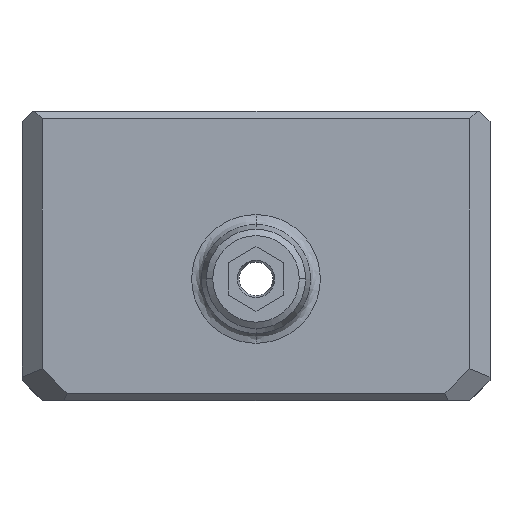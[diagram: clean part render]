
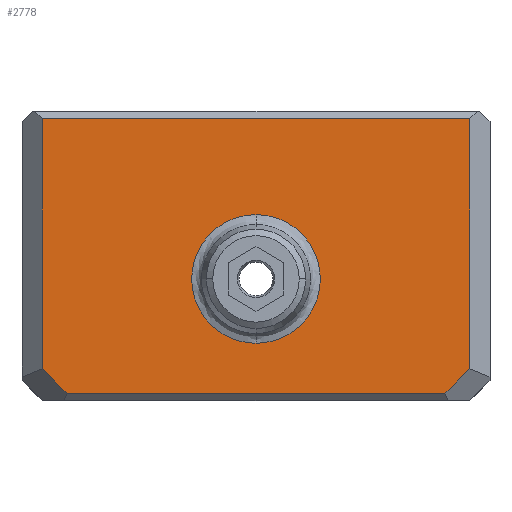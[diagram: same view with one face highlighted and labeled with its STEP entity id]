
A CAD part, front view. The second image highlights one B-rep face of the part: STEP entity #2778.
In plain terms, the highlighted planar face has unit normal (0, -1, 0).
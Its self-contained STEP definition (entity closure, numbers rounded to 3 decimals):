
#12 = ORIENTED_EDGE ( 'NONE', *, *, #3371, .F. ) ;
#25 = ORIENTED_EDGE ( 'NONE', *, *, #3507, .F. ) ;
#48 = DIRECTION ( 'NONE',  ( 1., 0., 0. ) ) ;
#158 = EDGE_CURVE ( 'NONE', #432, #3485, #6623, .T. ) ;
#193 = CARTESIAN_POINT ( 'NONE',  ( 21., -10., 0. ) ) ;
#199 = LINE ( 'NONE', #6501, #674 ) ;
#224 = EDGE_CURVE ( 'NONE', #1672, #5235, #2806, .T. ) ;
#308 = DIRECTION ( 'NONE',  ( 1., 0., 0. ) ) ;
#432 = VERTEX_POINT ( 'NONE', #1894 ) ;
#516 = CARTESIAN_POINT ( 'NONE',  ( 12.642, -10., -22.821 ) ) ;
#674 = VECTOR ( 'NONE', #4345, 1000. ) ;
#798 = LINE ( 'NONE', #2900, #1112 ) ;
#836 = VERTEX_POINT ( 'NONE', #5437 ) ;
#1083 = VERTEX_POINT ( 'NONE', #5028 ) ;
#1112 = VECTOR ( 'NONE', #308, 1000. ) ;
#1256 = LINE ( 'NONE', #3791, #4182 ) ;
#1484 = CARTESIAN_POINT ( 'NONE',  ( -21., -10., 0. ) ) ;
#1485 = CARTESIAN_POINT ( 'NONE',  ( -21., -10., -25.318 ) ) ;
#1506 = CARTESIAN_POINT ( 'NONE',  ( -12.642, -10., -10.179 ) ) ;
#1672 = VERTEX_POINT ( 'NONE', #4259 ) ;
#1894 = CARTESIAN_POINT ( 'NONE',  ( 0., -10., -10.179 ) ) ;
#2122 =( BOUNDED_CURVE ( )  B_SPLINE_CURVE ( 3, ( #3508, #1506, #6191, #3640 ),
 .UNSPECIFIED., .F., .T. ) 
 B_SPLINE_CURVE_WITH_KNOTS ( ( 4, 4 ),
 ( 0., 1. ),
 .UNSPECIFIED. ) 
 CURVE ( )  GEOMETRIC_REPRESENTATION_ITEM ( )  RATIONAL_B_SPLINE_CURVE ( ( 1., 0.333, 0.333, 1. ) ) 
 REPRESENTATION_ITEM ( '' )  );
#2259 = DIRECTION ( 'NONE',  ( 0., 0., 1. ) ) ;
#2272 = EDGE_LOOP ( 'NONE', ( #3302, #2851 ) ) ;
#2473 = CARTESIAN_POINT ( 'NONE',  ( 18.568, -10., -27.75 ) ) ;
#2499 = VECTOR ( 'NONE', #3085, 1000. ) ;
#2592 = VECTOR ( 'NONE', #2259, 1000. ) ;
#2757 = LINE ( 'NONE', #5950, #5119 ) ;
#2777 = DIRECTION ( 'NONE',  ( -0.707, 0., 0.707 ) ) ;
#2778 = ADVANCED_FACE ( 'NONE', ( #4409, #4855 ), #4925, .F. ) ;
#2799 = DIRECTION ( 'NONE',  ( 0., 1., 0. ) ) ;
#2806 = LINE ( 'NONE', #193, #2592 ) ;
#2851 = ORIENTED_EDGE ( 'NONE', *, *, #158, .T. ) ;
#2900 = CARTESIAN_POINT ( 'NONE',  ( -23., -10., -0.75 ) ) ;
#2921 = ORIENTED_EDGE ( 'NONE', *, *, #4118, .T. ) ;
#3029 = CARTESIAN_POINT ( 'NONE',  ( 0., -10., -10.179 ) ) ;
#3085 = DIRECTION ( 'NONE',  ( 0., 0., 1. ) ) ;
#3302 = ORIENTED_EDGE ( 'NONE', *, *, #4224, .F. ) ;
#3371 = EDGE_CURVE ( 'NONE', #3768, #1083, #199, .T. ) ;
#3400 = CARTESIAN_POINT ( 'NONE',  ( 0., -10., -22.821 ) ) ;
#3470 = ORIENTED_EDGE ( 'NONE', *, *, #5542, .F. ) ;
#3485 = VERTEX_POINT ( 'NONE', #3400 ) ;
#3507 = EDGE_CURVE ( 'NONE', #836, #5235, #798, .T. ) ;
#3508 = CARTESIAN_POINT ( 'NONE',  ( 0., -10., -10.179 ) ) ;
#3640 = CARTESIAN_POINT ( 'NONE',  ( 0., -10., -22.821 ) ) ;
#3669 = CARTESIAN_POINT ( 'NONE',  ( 0., -10., -22.821 ) ) ;
#3684 = EDGE_LOOP ( 'NONE', ( #12, #2921, #5555, #25, #3470, #3939 ) ) ;
#3768 = VERTEX_POINT ( 'NONE', #2473 ) ;
#3791 = CARTESIAN_POINT ( 'NONE',  ( -18.568, -10., -27.75 ) ) ;
#3939 = ORIENTED_EDGE ( 'NONE', *, *, #5070, .F. ) ;
#4118 = EDGE_CURVE ( 'NONE', #3768, #1672, #2757, .T. ) ;
#4147 = AXIS2_PLACEMENT_3D ( 'NONE', #5378, #2799, #48 ) ;
#4182 = VECTOR ( 'NONE', #2777, 1000. ) ;
#4224 = EDGE_CURVE ( 'NONE', #432, #3485, #2122, .T. ) ;
#4245 = CARTESIAN_POINT ( 'NONE',  ( 21., -10., -0.75 ) ) ;
#4259 = CARTESIAN_POINT ( 'NONE',  ( 21., -10., -25.318 ) ) ;
#4345 = DIRECTION ( 'NONE',  ( -1., 0., 0. ) ) ;
#4409 = FACE_OUTER_BOUND ( 'NONE', #3684, .T. ) ;
#4506 = VERTEX_POINT ( 'NONE', #1485 ) ;
#4855 = FACE_BOUND ( 'NONE', #2272, .T. ) ;
#4925 = PLANE ( 'NONE',  #4147 ) ;
#5028 = CARTESIAN_POINT ( 'NONE',  ( -18.568, -10., -27.75 ) ) ;
#5070 = EDGE_CURVE ( 'NONE', #1083, #4506, #1256, .T. ) ;
#5119 = VECTOR ( 'NONE', #6606, 1000. ) ;
#5158 = CARTESIAN_POINT ( 'NONE',  ( 12.642, -10., -10.179 ) ) ;
#5235 = VERTEX_POINT ( 'NONE', #4245 ) ;
#5378 = CARTESIAN_POINT ( 'NONE',  ( -23., -10., 0. ) ) ;
#5437 = CARTESIAN_POINT ( 'NONE',  ( -21., -10., -0.75 ) ) ;
#5542 = EDGE_CURVE ( 'NONE', #4506, #836, #6258, .T. ) ;
#5555 = ORIENTED_EDGE ( 'NONE', *, *, #224, .T. ) ;
#5950 = CARTESIAN_POINT ( 'NONE',  ( 18.568, -10., -27.75 ) ) ;
#6191 = CARTESIAN_POINT ( 'NONE',  ( -12.642, -10., -22.821 ) ) ;
#6258 = LINE ( 'NONE', #1484, #2499 ) ;
#6501 = CARTESIAN_POINT ( 'NONE',  ( -23., -10., -27.75 ) ) ;
#6606 = DIRECTION ( 'NONE',  ( 0.707, 0., 0.707 ) ) ;
#6623 =( BOUNDED_CURVE ( )  B_SPLINE_CURVE ( 3, ( #3029, #5158, #516, #3669 ),
 .UNSPECIFIED., .F., .F. ) 
 B_SPLINE_CURVE_WITH_KNOTS ( ( 4, 4 ),
 ( 0., 1. ),
 .UNSPECIFIED. ) 
 CURVE ( )  GEOMETRIC_REPRESENTATION_ITEM ( )  RATIONAL_B_SPLINE_CURVE ( ( 1., 0.333, 0.333, 1. ) ) 
 REPRESENTATION_ITEM ( '' )  );
